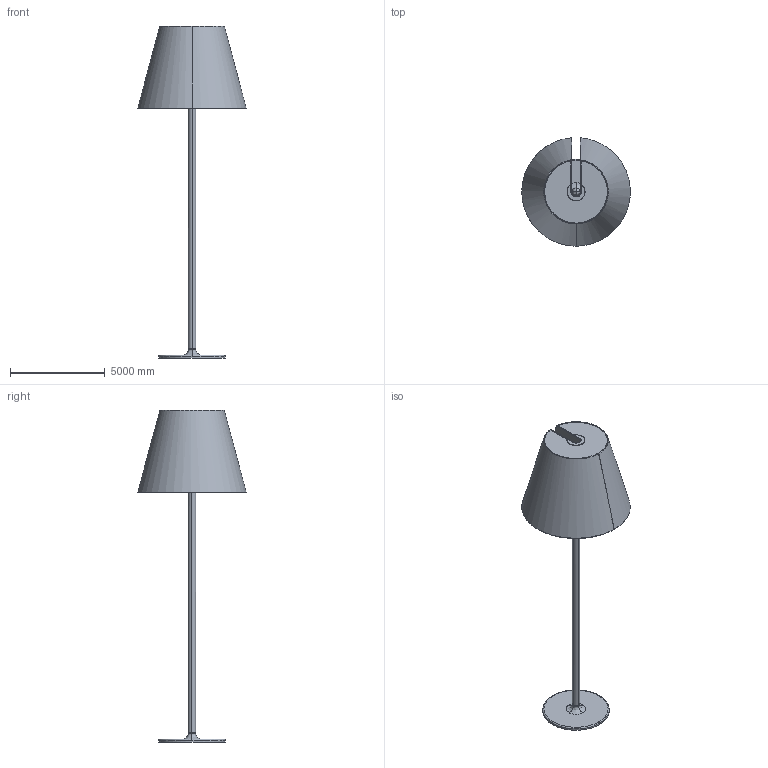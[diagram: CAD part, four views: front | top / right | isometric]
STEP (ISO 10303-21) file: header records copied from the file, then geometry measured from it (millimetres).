
FILE_DESCRIPTION(/* description */ (''),/* implementation_level */ '2;1');
FILE_NAME(/* name */ 'Melampo_Mega_Terra_3D',/* time_stamp */ '2012-02-06T10:54:37+01:00',/* author */ (''),/* organization */ (''),/* preprocessor_version */ 'ST-DEVELOPER v10',/* originating_system */ '',/* authorisation */ '');
FILE_SCHEMA (('CONFIG_CONTROL_DESIGN'));
Length unit declared in the file: centimetre
Products named in the file (1): 1
Bounding box: 5712.74 x 5711.14 x 17487.5 mm (x, y, z)
Volume: 6600255543.1 mm3; surface area: 230182750.7 mm2
Topology: 7 solids, 7 shells, 102 faces, 245 edges, 146 vertices
Faces by surface type: bspline 82, plane 20
Entity records: 3577 total; most frequent: CARTESIAN_POINT 2168, ORIENTED_EDGE 466, EDGE_CURVE 233, VERTEX_POINT 146, EDGE_LOOP 105, ADVANCED_FACE 102, FACE_OUTER_BOUND 102, B_SPLINE_CURVE_WITH_KNOTS 88
